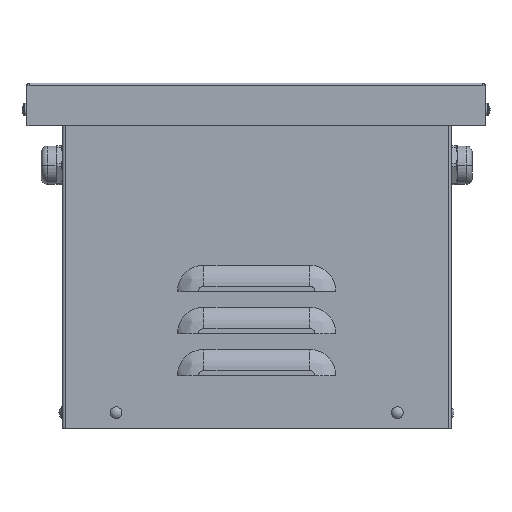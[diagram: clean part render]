
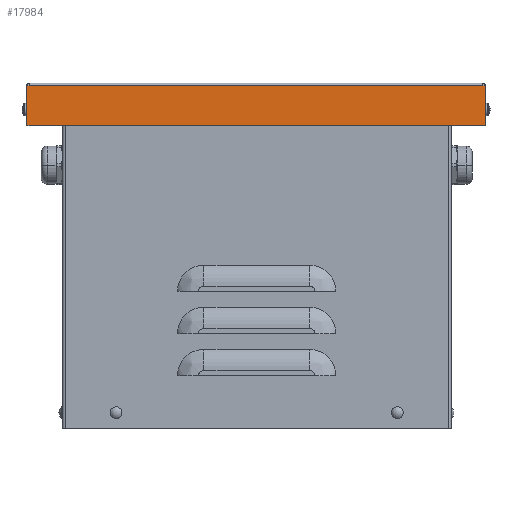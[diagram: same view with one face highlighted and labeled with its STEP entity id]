
A CAD part, top view. The second image highlights one B-rep face of the part: STEP entity #17984.
In plain terms, the highlighted face is planar.
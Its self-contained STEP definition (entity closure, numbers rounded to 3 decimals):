
#981=PLANE('',#19698);
#1787=FACE_OUTER_BOUND('',#2998,.T.);
#2998=EDGE_LOOP('',(#15343,#15344,#15345,#15346,#15347,#15348,#15349,#15350));
#4533=LINE('',#29674,#6064);
#4534=LINE('',#29676,#6065);
#4542=LINE('',#29692,#6073);
#4546=LINE('',#29706,#6077);
#4551=LINE('',#29716,#6082);
#4552=LINE('',#29718,#6083);
#4553=LINE('',#29720,#6084);
#4554=LINE('',#29721,#6085);
#6064=VECTOR('',#24246,10.);
#6065=VECTOR('',#24247,10.);
#6073=VECTOR('',#24261,10.);
#6077=VECTOR('',#24279,10.);
#6082=VECTOR('',#24286,10.);
#6083=VECTOR('',#24287,10.);
#6084=VECTOR('',#24288,10.);
#6085=VECTOR('',#24289,10.);
#8436=VERTEX_POINT('',#29671);
#8437=VERTEX_POINT('',#29673);
#8438=VERTEX_POINT('',#29675);
#8443=VERTEX_POINT('',#29691);
#8446=VERTEX_POINT('',#29705);
#8450=VERTEX_POINT('',#29715);
#8451=VERTEX_POINT('',#29717);
#8452=VERTEX_POINT('',#29719);
#10760=EDGE_CURVE('',#8437,#8436,#4533,.T.);
#10761=EDGE_CURVE('',#8437,#8438,#4534,.T.);
#10769=EDGE_CURVE('',#8443,#8438,#4542,.T.);
#10777=EDGE_CURVE('',#8443,#8446,#4546,.T.);
#10782=EDGE_CURVE('',#8436,#8450,#4551,.T.);
#10783=EDGE_CURVE('',#8451,#8450,#4552,.T.);
#10784=EDGE_CURVE('',#8452,#8451,#4553,.T.);
#10785=EDGE_CURVE('',#8446,#8452,#4554,.T.);
#15343=ORIENTED_EDGE('',*,*,#10769,.T.);
#15344=ORIENTED_EDGE('',*,*,#10761,.F.);
#15345=ORIENTED_EDGE('',*,*,#10760,.T.);
#15346=ORIENTED_EDGE('',*,*,#10782,.T.);
#15347=ORIENTED_EDGE('',*,*,#10783,.F.);
#15348=ORIENTED_EDGE('',*,*,#10784,.F.);
#15349=ORIENTED_EDGE('',*,*,#10785,.F.);
#15350=ORIENTED_EDGE('',*,*,#10777,.F.);
#17984=ADVANCED_FACE('',(#1787),#981,.F.);
#19698=AXIS2_PLACEMENT_3D('',#29714,#24284,#24285);
#24246=DIRECTION('',(0.,0.,1.));
#24247=DIRECTION('',(0.,0.,-1.));
#24261=DIRECTION('',(0.,0.,1.));
#24279=DIRECTION('',(0.,0.,-1.));
#24284=DIRECTION('center_axis',(1.,0.,0.));
#24285=DIRECTION('ref_axis',(0.,0.,
1.));
#24286=DIRECTION('',(0.,1.,0.));
#24287=DIRECTION('',(0.,0.,1.));
#24288=DIRECTION('',(0.,0.,1.));
#24289=DIRECTION('',(0.,1.,0.));
#29671=CARTESIAN_POINT('',(-146.,1.6,261.));
#29673=CARTESIAN_POINT('',(-146.,1.6,259.5));
#29674=CARTESIAN_POINT('',(-146.,1.6,259.5));
#29675=CARTESIAN_POINT('',(-146.,1.6,259.4));
#29676=CARTESIAN_POINT('',(-146.,1.6,259.4));
#29691=CARTESIAN_POINT('',(-146.,1.6,1.6));
#29692=CARTESIAN_POINT('',(-146.,1.6,130.127));
#29705=CARTESIAN_POINT('',(-146.,1.6,0.));
#29706=CARTESIAN_POINT('',(-146.,1.6,1.6));
#29714=CARTESIAN_POINT('Origin',(-146.,12.207,129.753));
#29715=CARTESIAN_POINT('',(-146.,24.,261.));
#29716=CARTESIAN_POINT('',(-146.,1.6,261.));
#29717=CARTESIAN_POINT('',(-146.,24.,259.5));
#29718=CARTESIAN_POINT('',(-146.,24.,259.5));
#29719=CARTESIAN_POINT('',(-146.,24.,0.));
#29720=CARTESIAN_POINT('',(-146.,24.,0.));
#29721=CARTESIAN_POINT('',(-146.,1.6,0.));
